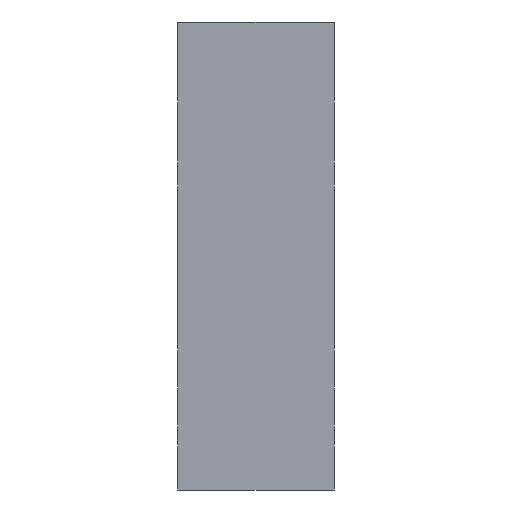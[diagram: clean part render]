
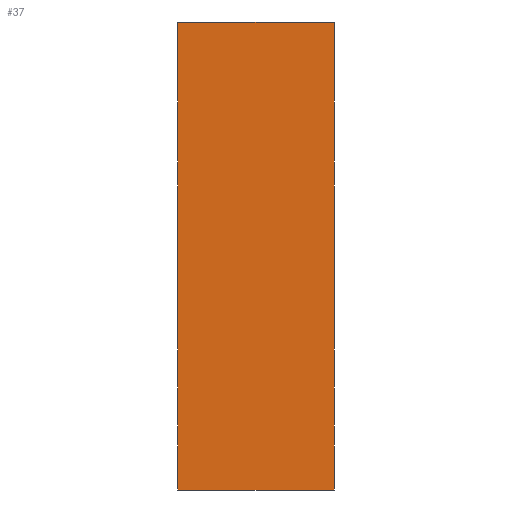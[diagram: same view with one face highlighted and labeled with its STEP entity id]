
A CAD part, front view. The second image highlights one B-rep face of the part: STEP entity #37.
In plain terms, the highlighted planar face has unit normal (0, -1, 0).
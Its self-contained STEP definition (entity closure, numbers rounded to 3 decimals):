
#6 = EDGE_CURVE ( 'NONE', #145, #153, #170, .T. ) ;
#7 = EDGE_CURVE ( 'NONE', #147, #150, #174, .T. ) ;
#10 = EDGE_CURVE ( 'NONE', #153, #150, #183, .T. ) ;
#15 = EDGE_CURVE ( 'NONE', #145, #147, #195, .T. ) ;
#37 = ADVANCED_FACE ( 'NONE', ( #334 ), #264, .F. ) ;
#109 = ORIENTED_EDGE ( 'NONE', *, *, #6, .F. ) ;
#111 = ORIENTED_EDGE ( 'NONE', *, *, #15, .T. ) ;
#116 = ORIENTED_EDGE ( 'NONE', *, *, #7, .T. ) ;
#118 = ORIENTED_EDGE ( 'NONE', *, *, #10, .F. ) ;
#145 = VERTEX_POINT ( 'NONE', #281 ) ;
#147 = VERTEX_POINT ( 'NONE', #283 ) ;
#150 = VERTEX_POINT ( 'NONE', #286 ) ;
#153 = VERTEX_POINT ( 'NONE', #289 ) ;
#160 = EDGE_LOOP ( 'NONE', ( #116, #118, #109, #111 ) ) ;
#170 = LINE ( 'NONE', #171, #369 ) ;
#171 = CARTESIAN_POINT ( 'NONE',  ( 50., -9.762, 71.41 ) ) ;
#172 = DIRECTION ( 'NONE',  ( 0., 0., -1. ) ) ;
#174 = LINE ( 'NONE', #175, #367 ) ;
#175 = CARTESIAN_POINT ( 'NONE',  ( 0., -9.762, 71.41 ) ) ;
#176 = DIRECTION ( 'NONE',  ( 0., 0., -1. ) ) ;
#183 = LINE ( 'NONE', #184, #365 ) ;
#184 = CARTESIAN_POINT ( 'NONE',  ( 50., -9.762, -78.28 ) ) ;
#185 = DIRECTION ( 'NONE',  ( -1., 0., 0. ) ) ;
#195 = LINE ( 'NONE', #196, #361 ) ;
#196 = CARTESIAN_POINT ( 'NONE',  ( 50., -9.762, 71.41 ) ) ;
#197 = DIRECTION ( 'NONE',  ( -1., 0., 0. ) ) ;
#264 = PLANE ( 'NONE',  #329 ) ;
#265 = CARTESIAN_POINT ( 'NONE',  ( 50., -9.762, 71.41 ) ) ;
#266 = DIRECTION ( 'NONE',  ( 0., 1., 0. ) ) ;
#267 = DIRECTION ( 'NONE',  ( 0., 0., 1. ) ) ;
#281 = CARTESIAN_POINT ( 'NONE',  ( 50., -9.762, 71.41 ) ) ;
#283 = CARTESIAN_POINT ( 'NONE',  ( 0., -9.762, 71.41 ) ) ;
#286 = CARTESIAN_POINT ( 'NONE',  ( 0., -9.762, -78.28 ) ) ;
#289 = CARTESIAN_POINT ( 'NONE',  ( 50., -9.762, -78.28 ) ) ;
#329 = AXIS2_PLACEMENT_3D ( 'NONE', #265, #266, #267 ) ;
#334 = FACE_OUTER_BOUND ( 'NONE', #160, .T. ) ;
#361 = VECTOR ( 'NONE', #197, 1000. ) ;
#365 = VECTOR ( 'NONE', #185, 1000. ) ;
#367 = VECTOR ( 'NONE', #176, 1000. ) ;
#369 = VECTOR ( 'NONE', #172, 1000. ) ;
